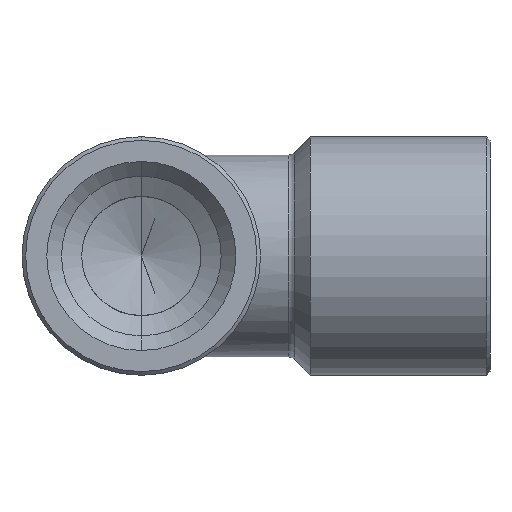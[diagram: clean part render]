
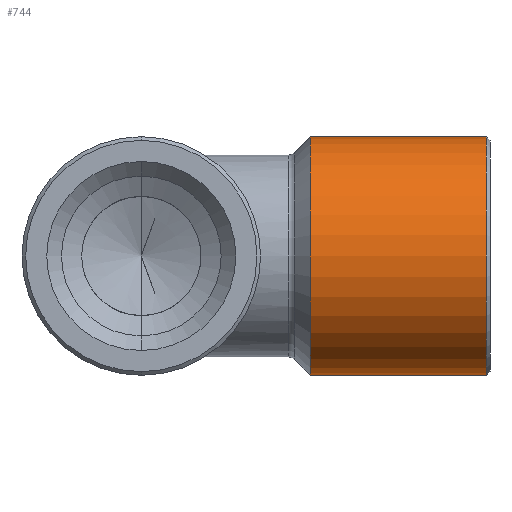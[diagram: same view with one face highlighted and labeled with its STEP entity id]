
A CAD part, front view. The second image highlights one B-rep face of the part: STEP entity #744.
In plain terms, the highlighted cylindrical face has radius 6.5 mm (diameter 13 mm), a partial arc.
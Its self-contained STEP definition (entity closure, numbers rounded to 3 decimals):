
#11 = CARTESIAN_POINT ( 'NONE',  ( 18.8, 0., -6.5 ) ) ;
#56 = CARTESIAN_POINT ( 'NONE',  ( 9.207, 0., -6.5 ) ) ;
#58 = DIRECTION ( 'NONE',  ( -1., 0., 0. ) ) ;
#59 = CARTESIAN_POINT ( 'NONE',  ( -6.815, 0., -6.5 ) ) ;
#71 = CARTESIAN_POINT ( 'NONE',  ( 18.8, 0., 6.5 ) ) ;
#84 = CARTESIAN_POINT ( 'NONE',  ( 9.207, 0., 6.5 ) ) ;
#145 = DIRECTION ( 'NONE',  ( -1., 0., 0. ) ) ;
#162 = CARTESIAN_POINT ( 'NONE',  ( -6.815, 0., 6.5 ) ) ;
#216 = VERTEX_POINT ( 'NONE', #71 ) ;
#217 = VERTEX_POINT ( 'NONE', #56 ) ;
#218 = VERTEX_POINT ( 'NONE', #11 ) ;
#257 = EDGE_LOOP ( 'NONE', ( #664, #662, #665, #689 ) ) ;
#270 = VERTEX_POINT ( 'NONE', #84 ) ;
#293 = EDGE_CURVE ( 'NONE', #218, #217, #595, .T. ) ;
#300 = EDGE_CURVE ( 'NONE', #216, #270, #606, .T. ) ;
#348 = EDGE_CURVE ( 'NONE', #270, #217, #809, .T. ) ;
#357 = EDGE_CURVE ( 'NONE', #218, #216, #817, .T. ) ;
#500 = CYLINDRICAL_SURFACE ( 'NONE', #1448, 6.5 ) ;
#501 = FACE_OUTER_BOUND ( 'NONE', #257, .T. ) ;
#595 = LINE ( 'NONE', #59, #877 ) ;
#606 = LINE ( 'NONE', #162, #834 ) ;
#662 = ORIENTED_EDGE ( 'NONE', *, *, #357, .T. ) ;
#664 = ORIENTED_EDGE ( 'NONE', *, *, #293, .F. ) ;
#665 = ORIENTED_EDGE ( 'NONE', *, *, #300, .T. ) ;
#689 = ORIENTED_EDGE ( 'NONE', *, *, #348, .T. ) ;
#744 = ADVANCED_FACE ( 'NONE', ( #501 ), #500, .T. ) ;
#784 = AXIS2_PLACEMENT_3D ( 'NONE', #909, #1175, #952 ) ;
#809 = CIRCLE ( 'NONE', #818, 6.5 ) ;
#817 = CIRCLE ( 'NONE', #784, 6.5 ) ;
#818 = AXIS2_PLACEMENT_3D ( 'NONE', #1315, #1285, #937 ) ;
#834 = VECTOR ( 'NONE', #145, 1000. ) ;
#877 = VECTOR ( 'NONE', #58, 1000. ) ;
#909 = CARTESIAN_POINT ( 'NONE',  ( 18.8, 0., 0. ) ) ;
#937 = DIRECTION ( 'NONE',  ( 0., 0., -1. ) ) ;
#939 = DIRECTION ( 'NONE',  ( 0., 0., 1. ) ) ;
#952 = DIRECTION ( 'NONE',  ( 0., 0., 1. ) ) ;
#981 = DIRECTION ( 'NONE',  ( -1., 0., 0. ) ) ;
#1175 = DIRECTION ( 'NONE',  ( -1., 0., 0. ) ) ;
#1231 = CARTESIAN_POINT ( 'NONE',  ( -6.815, 0., 0. ) ) ;
#1285 = DIRECTION ( 'NONE',  ( 1., 0., 0. ) ) ;
#1315 = CARTESIAN_POINT ( 'NONE',  ( 9.207, 0., 0. ) ) ;
#1448 = AXIS2_PLACEMENT_3D ( 'NONE', #1231, #981, #939 ) ;
